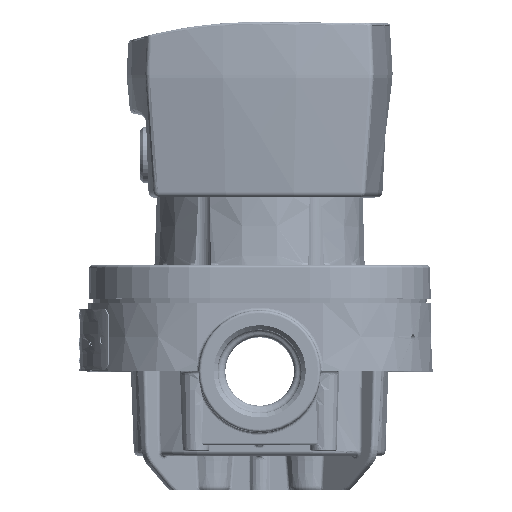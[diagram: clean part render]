
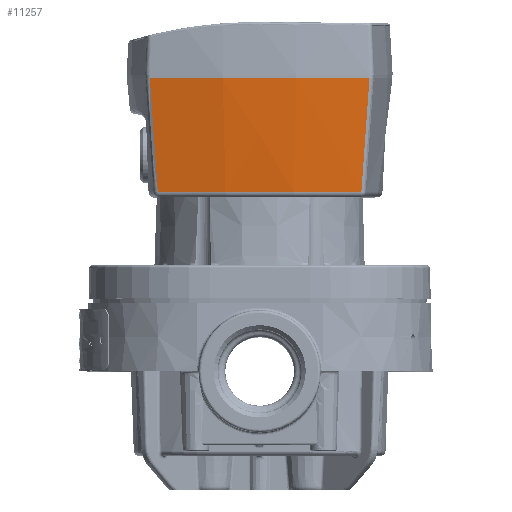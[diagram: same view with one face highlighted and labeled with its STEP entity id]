
A CAD part, top view. The second image highlights one B-rep face of the part: STEP entity #11257.
In plain terms, the highlighted conical face has half-angle 5 degrees and reference radius 195.5 mm.
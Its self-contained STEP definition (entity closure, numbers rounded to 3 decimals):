
#11257 = ADVANCED_FACE( '', ( #23842 ), #23843, .T. );
#23842 = FACE_OUTER_BOUND( '', #71780, .T. );
#23843 = CONICAL_SURFACE( '', #71781, 195.5, 0.087 );
#71780 = EDGE_LOOP( '', ( #116449, #116450, #116451, #116452 ) );
#71781 = AXIS2_PLACEMENT_3D( '', #116453, #116454, #116455 );
#116449 = ORIENTED_EDGE( '', *, *, #138997, .T. );
#116450 = ORIENTED_EDGE( '', *, *, #128426, .T. );
#116451 = ORIENTED_EDGE( '', *, *, #132167, .T. );
#116452 = ORIENTED_EDGE( '', *, *, #138998, .T. );
#116453 = CARTESIAN_POINT( '', ( 0., 0., 139. ) );
#116454 = DIRECTION( '', ( 0., 1., 0. ) );
#116455 = DIRECTION( '', ( 0., 0., -1. ) );
#128426 = EDGE_CURVE( '', #144001, #143998, #144002, .T. );
#132167 = EDGE_CURVE( '', #143998, #150089, #150090, .T. );
#138997 = EDGE_CURVE( '', #156532, #144001, #159363, .T. );
#138998 = EDGE_CURVE( '', #150089, #156532, #159364, .T. );
#143998 = VERTEX_POINT( '', #169474 );
#144001 = VERTEX_POINT( '', #169510 );
#144002 = B_SPLINE_CURVE_WITH_KNOTS( '', 3, ( #169511, #169512, #169513, #169514 ), .UNSPECIFIED., .F., .F., ( 4, 4 ), ( 0., 0.041 ), .UNSPECIFIED. );
#150089 = VERTEX_POINT( '', #186196 );
#150090 = CIRCLE( '', #186197, 195.413 );
#156532 = VERTEX_POINT( '', #206026 );
#159363 = CIRCLE( '', #214740, 191.81 );
#159364 = B_SPLINE_CURVE_WITH_KNOTS( '', 3, ( #214741, #214742, #214743, #214744 ), .UNSPECIFIED., .F., .F., ( 4, 4 ), ( 0., 0.041 ), .UNSPECIFIED. );
#169474 = CARTESIAN_POINT( '', ( -39.632, -1., -52.351 ) );
#169510 = CARTESIAN_POINT( '', ( -36.698, -42.174, -49.267 ) );
#169511 = CARTESIAN_POINT( '', ( -36.698, -42.174, -49.267 ) );
#169512 = CARTESIAN_POINT( '', ( -37.68, -28.45, -50.299 ) );
#169513 = CARTESIAN_POINT( '', ( -38.658, -14.725, -51.327 ) );
#169514 = CARTESIAN_POINT( '', ( -39.632, -1., -52.351 ) );
#186196 = CARTESIAN_POINT( '', ( 39.632, -1., -52.351 ) );
#186197 = AXIS2_PLACEMENT_3D( '', #225824, #225825, #225826 );
#206026 = CARTESIAN_POINT( '', ( 36.698, -42.174, -49.267 ) );
#214740 = AXIS2_PLACEMENT_3D( '', #232640, #232641, #232642 );
#214741 = CARTESIAN_POINT( '', ( 39.632, -1., -52.351 ) );
#214742 = CARTESIAN_POINT( '', ( 38.658, -14.725, -51.327 ) );
#214743 = CARTESIAN_POINT( '', ( 37.68, -28.45, -50.299 ) );
#214744 = CARTESIAN_POINT( '', ( 36.698, -42.174, -49.267 ) );
#225824 = CARTESIAN_POINT( '', ( 0., -1., 139. ) );
#225825 = DIRECTION( '', ( 0., -1., 0. ) );
#225826 = DIRECTION( '', ( 0., 0., 1. ) );
#232640 = CARTESIAN_POINT( '', ( 0., -42.174, 139. ) );
#232641 = DIRECTION( '', ( 0., 1., 0. ) );
#232642 = DIRECTION( '', ( 0., 0., 1. ) );
